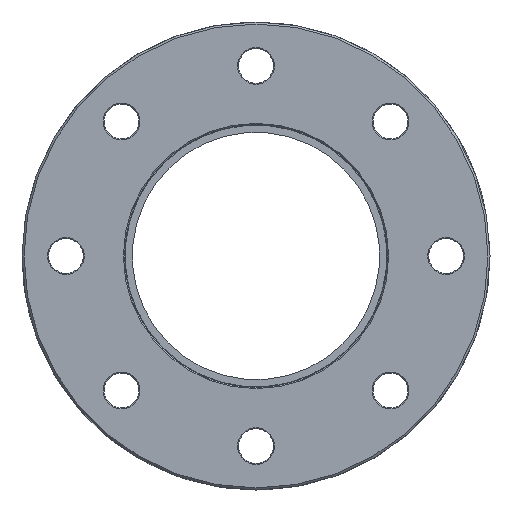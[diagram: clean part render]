
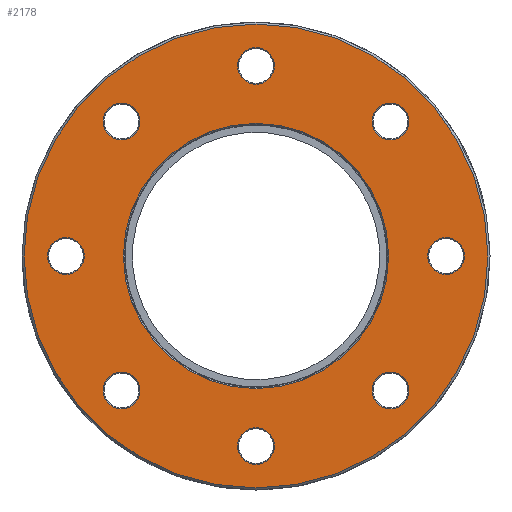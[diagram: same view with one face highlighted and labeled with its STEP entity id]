
A CAD part, front view. The second image highlights one B-rep face of the part: STEP entity #2178.
In plain terms, the highlighted planar face has unit normal (0, -1, 0).
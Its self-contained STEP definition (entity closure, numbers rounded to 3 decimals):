
#425=PLANE('',#2377);
#463=FACE_BOUND('',#668,.T.);
#464=FACE_BOUND('',#669,.T.);
#465=FACE_BOUND('',#670,.T.);
#466=FACE_BOUND('',#671,.T.);
#467=FACE_BOUND('',#672,.T.);
#468=FACE_BOUND('',#673,.T.);
#469=FACE_BOUND('',#674,.T.);
#470=FACE_BOUND('',#675,.T.);
#471=FACE_BOUND('',#676,.T.);
#528=FACE_OUTER_BOUND('',#667,.T.);
#667=EDGE_LOOP('',(#1525));
#668=EDGE_LOOP('',(#1526));
#669=EDGE_LOOP('',(#1527));
#670=EDGE_LOOP('',(#1528));
#671=EDGE_LOOP('',(#1529));
#672=EDGE_LOOP('',(#1530));
#673=EDGE_LOOP('',(#1531));
#674=EDGE_LOOP('',(#1532));
#675=EDGE_LOOP('',(#1533));
#676=EDGE_LOOP('',(#1534));
#869=CIRCLE('',#2376,32.15);
#870=CIRCLE('',#2378,56.25);
#871=CIRCLE('',#2379,4.45);
#872=CIRCLE('',#2380,4.45);
#873=CIRCLE('',#2381,4.45);
#874=CIRCLE('',#2382,4.45);
#875=CIRCLE('',#2383,4.45);
#876=CIRCLE('',#2384,4.45);
#877=CIRCLE('',#2385,4.45);
#878=CIRCLE('',#2386,4.45);
#981=VERTEX_POINT('',#3098);
#982=VERTEX_POINT('',#3101);
#983=VERTEX_POINT('',#3103);
#984=VERTEX_POINT('',#3105);
#985=VERTEX_POINT('',#3107);
#986=VERTEX_POINT('',#3109);
#987=VERTEX_POINT('',#3111);
#988=VERTEX_POINT('',#3113);
#989=VERTEX_POINT('',#3115);
#990=VERTEX_POINT('',#3117);
#1208=EDGE_CURVE('',#981,#981,#869,.T.);
#1209=EDGE_CURVE('',#982,#982,#870,.T.);
#1210=EDGE_CURVE('',#983,#983,#871,.T.);
#1211=EDGE_CURVE('',#984,#984,#872,.T.);
#1212=EDGE_CURVE('',#985,#985,#873,.T.);
#1213=EDGE_CURVE('',#986,#986,#874,.T.);
#1214=EDGE_CURVE('',#987,#987,#875,.T.);
#1215=EDGE_CURVE('',#988,#988,#876,.T.);
#1216=EDGE_CURVE('',#989,#989,#877,.T.);
#1217=EDGE_CURVE('',#990,#990,#878,.T.);
#1525=ORIENTED_EDGE('',*,*,#1209,.F.);
#1526=ORIENTED_EDGE('',*,*,#1210,.F.);
#1527=ORIENTED_EDGE('',*,*,#1211,.F.);
#1528=ORIENTED_EDGE('',*,*,#1212,.F.);
#1529=ORIENTED_EDGE('',*,*,#1213,.F.);
#1530=ORIENTED_EDGE('',*,*,#1214,.F.);
#1531=ORIENTED_EDGE('',*,*,#1215,.F.);
#1532=ORIENTED_EDGE('',*,*,#1216,.F.);
#1533=ORIENTED_EDGE('',*,*,#1217,.F.);
#1534=ORIENTED_EDGE('',*,*,#1208,.F.);
#2178=ADVANCED_FACE('',(#528,#463,#464,#465,#466,#467,#468,#469,#470,#471),
#425,.T.);
#2376=AXIS2_PLACEMENT_3D('',#3099,#2582,#2583);
#2377=AXIS2_PLACEMENT_3D('',#3100,#2584,#2585);
#2378=AXIS2_PLACEMENT_3D('',#3102,#2586,#2587);
#2379=AXIS2_PLACEMENT_3D('',#3104,#2588,#2589);
#2380=AXIS2_PLACEMENT_3D('',#3106,#2590,#2591);
#2381=AXIS2_PLACEMENT_3D('',#3108,#2592,#2593);
#2382=AXIS2_PLACEMENT_3D('',#3110,#2594,#2595);
#2383=AXIS2_PLACEMENT_3D('',#3112,#2596,#2597);
#2384=AXIS2_PLACEMENT_3D('',#3114,#2598,#2599);
#2385=AXIS2_PLACEMENT_3D('',#3116,#2600,#2601);
#2386=AXIS2_PLACEMENT_3D('',#3118,#2602,#2603);
#2582=DIRECTION('center_axis',(0.,-1.,0.));
#2583=DIRECTION('ref_axis',(1.,0.,0.));
#2584=DIRECTION('center_axis',(0.,-1.,0.));
#2585=DIRECTION('ref_axis',(0.,0.,-1.));
#2586=DIRECTION('center_axis',(0.,1.,0.));
#2587=DIRECTION('ref_axis',(1.,0.,0.));
#2588=DIRECTION('center_axis',(0.,-1.,0.));
#2589=DIRECTION('ref_axis',(0.,0.,1.));
#2590=DIRECTION('center_axis',(0.,-1.,0.));
#2591=DIRECTION('ref_axis',(-1.,0.,0.));
#2592=DIRECTION('center_axis',(0.,-1.,0.));
#2593=DIRECTION('ref_axis',(0.,0.,-1.));
#2594=DIRECTION('center_axis',(0.,-1.,0.));
#2595=DIRECTION('ref_axis',(1.,0.,0.));
#2596=DIRECTION('center_axis',(0.,-1.,0.));
#2597=DIRECTION('ref_axis',(0.707,0.,-0.707));
#2598=DIRECTION('center_axis',(0.,-1.,0.));
#2599=DIRECTION('ref_axis',(-0.707,0.,-0.707));
#2600=DIRECTION('center_axis',(0.,-1.,0.));
#2601=DIRECTION('ref_axis',(-0.707,0.,0.707));
#2602=DIRECTION('center_axis',(0.,-1.,0.));
#2603=DIRECTION('ref_axis',(0.707,0.,0.707));
#3098=CARTESIAN_POINT('',(-32.15,0.,0.));
#3099=CARTESIAN_POINT('Origin',(0.,0.,0.));
#3100=CARTESIAN_POINT('Origin',(-56.75,0.,0.));
#3101=CARTESIAN_POINT('',(-56.25,0.,0.));
#3102=CARTESIAN_POINT('Origin',(0.,0.,0.));
#3103=CARTESIAN_POINT('',(46.1,0.,-4.45));
#3104=CARTESIAN_POINT('Origin',(46.1,0.,0.));
#3105=CARTESIAN_POINT('',(4.45,0.,46.1));
#3106=CARTESIAN_POINT('Origin',(0.,0.,46.1));
#3107=CARTESIAN_POINT('',(-46.1,0.,4.45));
#3108=CARTESIAN_POINT('Origin',(-46.1,0.,0.));
#3109=CARTESIAN_POINT('',(-4.45,0.,-46.1));
#3110=CARTESIAN_POINT('Origin',(0.,0.,-46.1));
#3111=CARTESIAN_POINT('',(-35.744,0.,-29.451));
#3112=CARTESIAN_POINT('Origin',(-32.598,0.,-32.598));
#3113=CARTESIAN_POINT('',(-29.451,0.,35.744));
#3114=CARTESIAN_POINT('Origin',(-32.598,0.,32.598));
#3115=CARTESIAN_POINT('',(35.744,0.,29.451));
#3116=CARTESIAN_POINT('Origin',(32.598,0.,32.598));
#3117=CARTESIAN_POINT('',(29.451,0.,-35.744));
#3118=CARTESIAN_POINT('Origin',(32.598,0.,-32.598));
